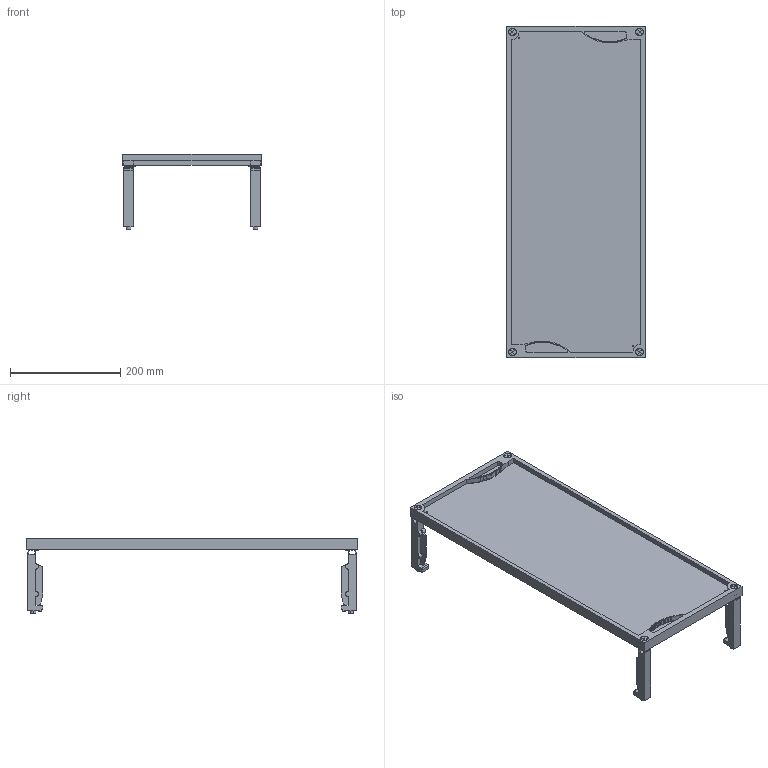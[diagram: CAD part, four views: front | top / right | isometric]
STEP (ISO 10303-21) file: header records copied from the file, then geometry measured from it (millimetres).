
FILE_DESCRIPTION(('STEP AP214'),'1');
FILE_NAME('cctmp_29C3C1A7-E707-4A46-9514-F1FFD9A0B103_2023_01_20_10_43_59_0146..stp','2023-01-20T09:43:59',('SIEMENS A&D'),('CADClick - www.CADClick.com'),'Spatial InterOp 3D postprocessed',' ','unknown authorization');
FILE_SCHEMA(('AUTOMOTIVE_DESIGN'));
Length unit declared in the file: millimetre
Products named in the file (8): cc_unnamed; 8GK4451-4KK11_6; 8GK4451-4KK11_5; 8GK4451-4KK11_4; 8GK4451-4KK11_3; 8GK4451-4KK11_2; 8GK4451-4KK11_1; 8GK4451-4KK11
Assembly tree (7 placements, depth 2):
  cc_unnamed
    8GK4451-4KK11_6
    8GK4451-4KK11_5
    8GK4451-4KK11_4
    8GK4451-4KK11_3
    8GK4451-4KK11_2
    8GK4451-4KK11_1
    8GK4451-4KK11
Bounding box: 250 x 600 x 137.23 mm (x, y, z)
Volume: 605065.8 mm3; surface area: 417744.7 mm2
Topology: 9 solids, 9 shells, 578 faces, 1548 edges, 1016 vertices
Faces by surface type: plane 380, cylinder 174, torus 16, cone 8
Entity records: 20000 total; most frequent: CARTESIAN_POINT 3270, ORIENTED_EDGE 3096, DIRECTION 3084, EDGE_CURVE 1548, LINE 1136, VECTOR 1136, VERTEX_POINT 1016, AXIS2_PLACEMENT_3D 974
